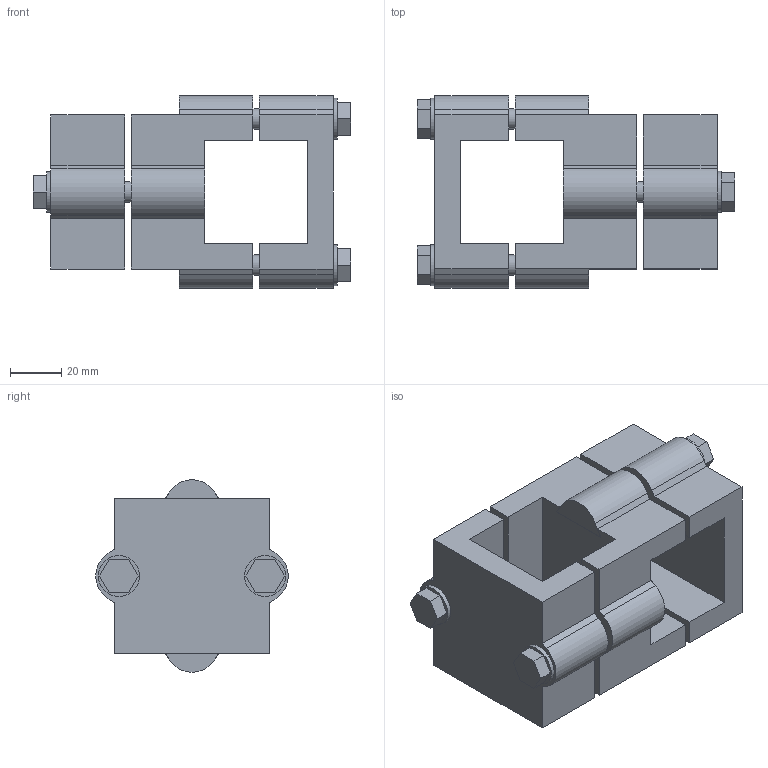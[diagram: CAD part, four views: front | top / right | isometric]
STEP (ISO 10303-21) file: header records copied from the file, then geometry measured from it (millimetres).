
FILE_DESCRIPTION( ( 'STEP AP214' ), '1' );
FILE_NAME( 'K0473.524040.stp', '2021-01-06T10:46:21', ( '' ), ( '' ), ' ', 'PARTsolutions', ' ' );
FILE_SCHEMA( ( 'AUTOMOTIVE_DESIGN { 1 0 10303 214 1 1 1 1 }' ) );
Length unit declared in the file: millimetre
Products named in the file (1): _K0473.524040
Bounding box: 123.8 x 75 x 75 mm (x, y, z)
Volume: 225769.7 mm3; surface area: 54189.8 mm2
Topology: 1 solids, 1 shells, 114 faces, 303 edges, 203 vertices
Faces by surface type: plane 98, cylinder 16
Full cylindrical faces by diameter (mm): 8 x4, 16 x4
Entity records: 4336 total; most frequent: CARTESIAN_POINT 599, ORIENTED_EDGE 576, DIRECTION 550, EDGE_CURVE 288, LINE 256, VECTOR 256, VERTEX_POINT 196, AXIS2_PLACEMENT_3D 147
